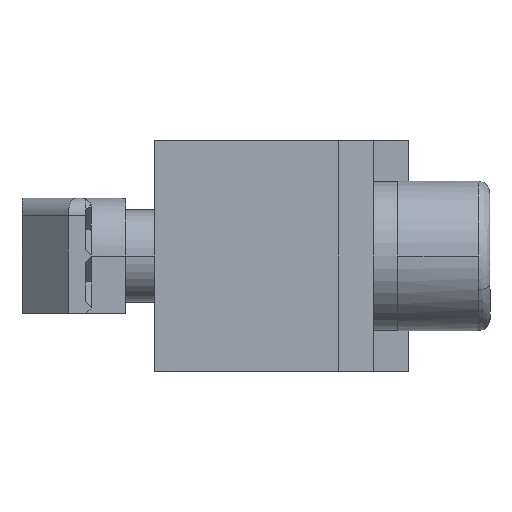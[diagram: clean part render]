
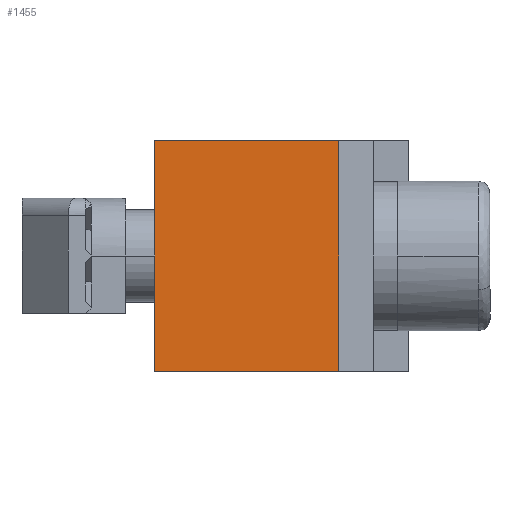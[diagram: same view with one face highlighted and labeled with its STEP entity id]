
A CAD part, front view. The second image highlights one B-rep face of the part: STEP entity #1455.
In plain terms, the highlighted planar face has unit normal (0, -1, 0).
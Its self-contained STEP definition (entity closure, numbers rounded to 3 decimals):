
#139 = VECTOR ( 'NONE', #2505, 1000. ) ;
#222 = ORIENTED_EDGE ( 'NONE', *, *, #1026, .F. ) ;
#345 = LINE ( 'NONE', #1540, #954 ) ;
#351 = CARTESIAN_POINT ( 'NONE',  ( 6.331, -25.343, -6.393 ) ) ;
#418 = ORIENTED_EDGE ( 'NONE', *, *, #868, .F. ) ;
#699 = CARTESIAN_POINT ( 'NONE',  ( 6.331, -25.343, 13.607 ) ) ;
#845 = VECTOR ( 'NONE', #1275, 1000. ) ;
#868 = EDGE_CURVE ( 'NONE', #1741, #2797, #1011, .T. ) ;
#877 = VERTEX_POINT ( 'NONE', #1291 ) ;
#883 = ORIENTED_EDGE ( 'NONE', *, *, #1964, .T. ) ;
#954 = VECTOR ( 'NONE', #2692, 1000. ) ;
#1011 = LINE ( 'NONE', #351, #2113 ) ;
#1026 = EDGE_CURVE ( 'NONE', #2797, #877, #1365, .T. ) ;
#1275 = DIRECTION ( 'NONE',  ( 0., 0., 1. ) ) ;
#1291 = CARTESIAN_POINT ( 'NONE',  ( -9.669, -25.343, 13.607 ) ) ;
#1365 = LINE ( 'NONE', #3412, #139 ) ;
#1396 = FACE_OUTER_BOUND ( 'NONE', #3411, .T. ) ;
#1455 = ADVANCED_FACE ( 'NONE', ( #1396 ), #2878, .F. ) ;
#1540 = CARTESIAN_POINT ( 'NONE',  ( -4.169, -25.343, 13.607 ) ) ;
#1559 = LINE ( 'NONE', #699, #845 ) ;
#1651 = DIRECTION ( 'NONE',  ( 0., 0., 1. ) ) ;
#1741 = VERTEX_POINT ( 'NONE', #3557 ) ;
#1964 = EDGE_CURVE ( 'NONE', #1741, #2601, #1559, .T. ) ;
#2113 = VECTOR ( 'NONE', #3297, 1000. ) ;
#2280 = DIRECTION ( 'NONE',  ( 0., 1., 0. ) ) ;
#2505 = DIRECTION ( 'NONE',  ( 0., 0., 1. ) ) ;
#2563 = ORIENTED_EDGE ( 'NONE', *, *, #2845, .F. ) ;
#2581 = CARTESIAN_POINT ( 'NONE',  ( 6.331, -25.343, 13.607 ) ) ;
#2601 = VERTEX_POINT ( 'NONE', #2714 ) ;
#2643 = CARTESIAN_POINT ( 'NONE',  ( -9.669, -25.343, -6.393 ) ) ;
#2692 = DIRECTION ( 'NONE',  ( 1., 0., 0. ) ) ;
#2714 = CARTESIAN_POINT ( 'NONE',  ( 6.331, -25.343, 13.607 ) ) ;
#2797 = VERTEX_POINT ( 'NONE', #2643 ) ;
#2845 = EDGE_CURVE ( 'NONE', #877, #2601, #345, .T. ) ;
#2878 = PLANE ( 'NONE',  #3551 ) ;
#3297 = DIRECTION ( 'NONE',  ( -1., 0., 0. ) ) ;
#3411 = EDGE_LOOP ( 'NONE', ( #883, #2563, #222, #418 ) ) ;
#3412 = CARTESIAN_POINT ( 'NONE',  ( -9.669, -25.343, 13.607 ) ) ;
#3551 = AXIS2_PLACEMENT_3D ( 'NONE', #2581, #2280, #1651 ) ;
#3557 = CARTESIAN_POINT ( 'NONE',  ( 6.331, -25.343, -6.393 ) ) ;
